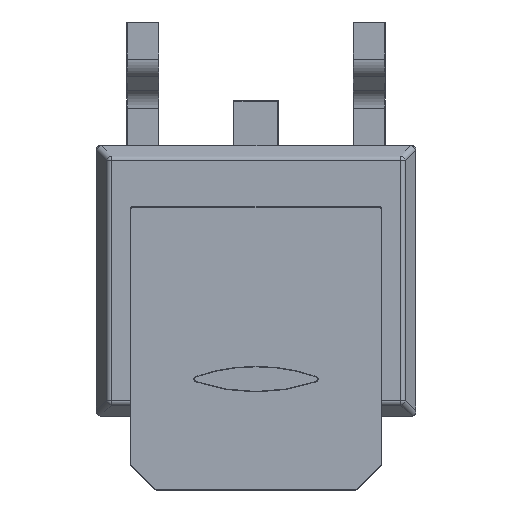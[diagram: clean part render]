
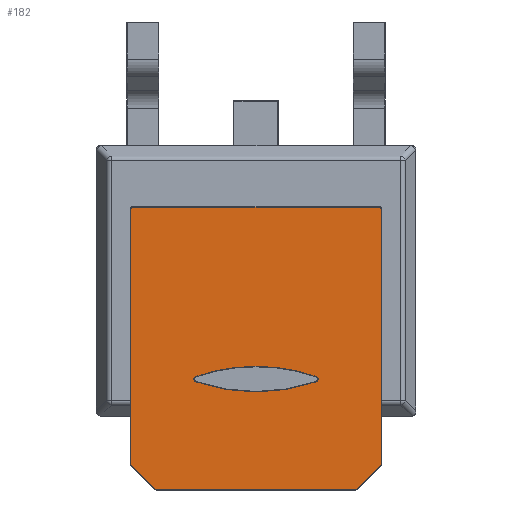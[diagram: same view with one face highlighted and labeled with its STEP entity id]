
A CAD part, front view. The second image highlights one B-rep face of the part: STEP entity #182.
In plain terms, the highlighted planar face has unit normal (0, -1, 0).
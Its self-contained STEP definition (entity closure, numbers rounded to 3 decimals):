
#19 = CARTESIAN_POINT ( 'NONE',  ( -1.219, 0., -2.057 ) ) ;
#44 = VECTOR ( 'NONE', #9988, 1000. ) ;
#182 = ADVANCED_FACE ( 'NONE', ( #6122, #2958 ), #8208, .F. ) ;
#222 = ORIENTED_EDGE ( 'NONE', *, *, #9654, .T. ) ;
#312 = CIRCLE ( 'NONE', #6514, 0.04 ) ;
#313 = CARTESIAN_POINT ( 'NONE',  ( 1.219, 0., -2.057 ) ) ;
#394 = DIRECTION ( 'NONE',  ( 0., 0., -1. ) ) ;
#417 = EDGE_CURVE ( 'NONE', #7410, #2927, #11096, .T. ) ;
#440 = CARTESIAN_POINT ( 'NONE',  ( 0., 0., 1.49 ) ) ;
#478 = DIRECTION ( 'NONE',  ( 0., -1., 0. ) ) ;
#565 = AXIS2_PLACEMENT_3D ( 'NONE', #1577, #10369, #5045 ) ;
#579 = CARTESIAN_POINT ( 'NONE',  ( -2.528, 0., -3.758 ) ) ;
#684 = EDGE_CURVE ( 'NONE', #2927, #8226, #9205, .T. ) ;
#790 = ORIENTED_EDGE ( 'NONE', *, *, #10234, .T. ) ;
#996 = DIRECTION ( 'NONE',  ( 0., 0., 1. ) ) ;
#1004 = LINE ( 'NONE', #440, #9158 ) ;
#1052 = VERTEX_POINT ( 'NONE', #6272 ) ;
#1210 = ORIENTED_EDGE ( 'NONE', *, *, #417, .T. ) ;
#1366 = ORIENTED_EDGE ( 'NONE', *, *, #4037, .T. ) ;
#1367 = CARTESIAN_POINT ( 'NONE',  ( 2.5, 0., -3.729 ) ) ;
#1376 = CARTESIAN_POINT ( 'NONE',  ( 2.029, 0., -4.2 ) ) ;
#1451 = DIRECTION ( 'NONE',  ( 0., -1., 0. ) ) ;
#1465 = VERTEX_POINT ( 'NONE', #6834 ) ;
#1577 = CARTESIAN_POINT ( 'NONE',  ( 0., 0., -5.5 ) ) ;
#1596 = VECTOR ( 'NONE', #2210, 1000. ) ;
#1885 = DIRECTION ( 'NONE',  ( 0., 0., 1. ) ) ;
#1980 = DIRECTION ( 'NONE',  ( 0.707, 0., -0.707 ) ) ;
#2067 = CARTESIAN_POINT ( 'NONE',  ( -2.54, 0., 0. ) ) ;
#2175 = DIRECTION ( 'NONE',  ( 0., 0., 1. ) ) ;
#2208 = VERTEX_POINT ( 'NONE', #4128 ) ;
#2210 = DIRECTION ( 'NONE',  ( 1., 0., 0. ) ) ;
#2358 = LINE ( 'NONE', #9035, #44 ) ;
#2387 = AXIS2_PLACEMENT_3D ( 'NONE', #3932, #6520, #9062 ) ;
#2390 = CIRCLE ( 'NONE', #565, 3.76 ) ;
#2402 = DIRECTION ( 'NONE',  ( 0., 0., 1. ) ) ;
#2705 = EDGE_CURVE ( 'NONE', #10924, #1052, #2358, .T. ) ;
#2722 = AXIS2_PLACEMENT_3D ( 'NONE', #6722, #7642, #2402 ) ;
#2741 = VERTEX_POINT ( 'NONE', #313 ) ;
#2755 = VERTEX_POINT ( 'NONE', #10093 ) ;
#2844 = CARTESIAN_POINT ( 'NONE',  ( 0., 0., -1.74 ) ) ;
#2851 = CARTESIAN_POINT ( 'NONE',  ( 1.219, 0., -1.943 ) ) ;
#2896 = LINE ( 'NONE', #8162, #8632 ) ;
#2903 = AXIS2_PLACEMENT_3D ( 'NONE', #1376, #8327, #2175 ) ;
#2927 = VERTEX_POINT ( 'NONE', #6768 ) ;
#2958 = FACE_BOUND ( 'NONE', #3031, .T. ) ;
#3005 = VERTEX_POINT ( 'NONE', #5318 ) ;
#3031 = EDGE_LOOP ( 'NONE', ( #7271, #6100, #222, #7503, #5772 ) ) ;
#3066 = CIRCLE ( 'NONE', #2903, 0.04 ) ;
#3144 = CARTESIAN_POINT ( 'NONE',  ( 2.54, 0., 1.45 ) ) ;
#3206 = CARTESIAN_POINT ( 'NONE',  ( 0., 0., 1.5 ) ) ;
#3334 = AXIS2_PLACEMENT_3D ( 'NONE', #9788, #4635, #8975 ) ;
#3357 = CARTESIAN_POINT ( 'NONE',  ( 2.058, 0., -4.228 ) ) ;
#3384 = EDGE_CURVE ( 'NONE', #10935, #4221, #9365, .T. ) ;
#3444 = EDGE_CURVE ( 'NONE', #4221, #10924, #3066, .T. ) ;
#3508 = EDGE_CURVE ( 'NONE', #3813, #6021, #2390, .T. ) ;
#3738 = AXIS2_PLACEMENT_3D ( 'NONE', #8018, #10547, #996 ) ;
#3813 = VERTEX_POINT ( 'NONE', #2844 ) ;
#3932 = CARTESIAN_POINT ( 'NONE',  ( 0., 0., 0. ) ) ;
#3944 = DIRECTION ( 'NONE',  ( 0., 0., 1. ) ) ;
#4037 = EDGE_CURVE ( 'NONE', #9138, #7410, #6560, .T. ) ;
#4097 = CARTESIAN_POINT ( 'NONE',  ( 2.029, 0., -4.24 ) ) ;
#4128 = CARTESIAN_POINT ( 'NONE',  ( -2.058, 0., -4.228 ) ) ;
#4221 = VERTEX_POINT ( 'NONE', #7493 ) ;
#4222 = EDGE_CURVE ( 'NONE', #1465, #9255, #6973, .T. ) ;
#4310 = AXIS2_PLACEMENT_3D ( 'NONE', #7314, #8092, #4748 ) ;
#4381 = VECTOR ( 'NONE', #3944, 1000. ) ;
#4475 = DIRECTION ( 'NONE',  ( 0., -1., 0. ) ) ;
#4635 = DIRECTION ( 'NONE',  ( 0., 1., 0. ) ) ;
#4666 = CARTESIAN_POINT ( 'NONE',  ( -2.5, 0., 1.49 ) ) ;
#4748 = DIRECTION ( 'NONE',  ( 0., 0., 1. ) ) ;
#4925 = DIRECTION ( 'NONE',  ( -1., 0., 0. ) ) ;
#4961 = CARTESIAN_POINT ( 'NONE',  ( -2.54, 0., 1.45 ) ) ;
#4967 = CARTESIAN_POINT ( 'NONE',  ( -2.5, 0., -3.729 ) ) ;
#4969 = CARTESIAN_POINT ( 'NONE',  ( -2.029, 0., -4.2 ) ) ;
#5045 = DIRECTION ( 'NONE',  ( 0., 0., 1. ) ) ;
#5318 = CARTESIAN_POINT ( 'NONE',  ( -1.219, 0., -1.943 ) ) ;
#5580 = ORIENTED_EDGE ( 'NONE', *, *, #8180, .T. ) ;
#5601 = ORIENTED_EDGE ( 'NONE', *, *, #4222, .T. ) ;
#5625 = CIRCLE ( 'NONE', #2722, 0.04 ) ;
#5772 = ORIENTED_EDGE ( 'NONE', *, *, #9543, .T. ) ;
#5804 = CIRCLE ( 'NONE', #4310, 3.76 ) ;
#5923 = EDGE_LOOP ( 'NONE', ( #5601, #8083, #790, #1366, #1210, #9444, #7438, #11004, #9364, #7783, #8215, #5580 ) ) ;
#6021 = VERTEX_POINT ( 'NONE', #2851 ) ;
#6100 = ORIENTED_EDGE ( 'NONE', *, *, #7883, .T. ) ;
#6122 = FACE_OUTER_BOUND ( 'NONE', #5923, .T. ) ;
#6272 = CARTESIAN_POINT ( 'NONE',  ( 2.528, 0., -3.758 ) ) ;
#6294 = EDGE_CURVE ( 'NONE', #9255, #2755, #5625, .T. ) ;
#6514 = AXIS2_PLACEMENT_3D ( 'NONE', #4969, #478, #11028 ) ;
#6520 = DIRECTION ( 'NONE',  ( 0., 1., 0. ) ) ;
#6560 = CIRCLE ( 'NONE', #10426, 0.04 ) ;
#6722 = CARTESIAN_POINT ( 'NONE',  ( 2.5, 0., 1.45 ) ) ;
#6768 = CARTESIAN_POINT ( 'NONE',  ( -2.54, 0., -3.729 ) ) ;
#6834 = CARTESIAN_POINT ( 'NONE',  ( 2.54, 0., -3.729 ) ) ;
#6973 = LINE ( 'NONE', #10063, #4381 ) ;
#7152 = CIRCLE ( 'NONE', #7486, 3.76 ) ;
#7271 = ORIENTED_EDGE ( 'NONE', *, *, #7477, .T. ) ;
#7314 = CARTESIAN_POINT ( 'NONE',  ( 0., 0., -5.5 ) ) ;
#7410 = VERTEX_POINT ( 'NONE', #4961 ) ;
#7438 = ORIENTED_EDGE ( 'NONE', *, *, #8641, .T. ) ;
#7477 = EDGE_CURVE ( 'NONE', #2741, #11014, #7152, .T. ) ;
#7486 = AXIS2_PLACEMENT_3D ( 'NONE', #3206, #9251, #10171 ) ;
#7493 = CARTESIAN_POINT ( 'NONE',  ( 2.029, 0., -4.24 ) ) ;
#7503 = ORIENTED_EDGE ( 'NONE', *, *, #3508, .T. ) ;
#7642 = DIRECTION ( 'NONE',  ( 0., -1., 0. ) ) ;
#7653 = CARTESIAN_POINT ( 'NONE',  ( -2.029, 0., -4.24 ) ) ;
#7681 = AXIS2_PLACEMENT_3D ( 'NONE', #4967, #10994, #9343 ) ;
#7783 = ORIENTED_EDGE ( 'NONE', *, *, #3444, .T. ) ;
#7883 = EDGE_CURVE ( 'NONE', #11014, #3005, #8246, .T. ) ;
#8018 = CARTESIAN_POINT ( 'NONE',  ( 1.2, 0., -2. ) ) ;
#8083 = ORIENTED_EDGE ( 'NONE', *, *, #6294, .T. ) ;
#8092 = DIRECTION ( 'NONE',  ( 0., 1., 0. ) ) ;
#8162 = CARTESIAN_POINT ( 'NONE',  ( -3.143, 0., -3.143 ) ) ;
#8180 = EDGE_CURVE ( 'NONE', #1052, #1465, #9867, .T. ) ;
#8208 = PLANE ( 'NONE',  #2387 ) ;
#8215 = ORIENTED_EDGE ( 'NONE', *, *, #2705, .T. ) ;
#8226 = VERTEX_POINT ( 'NONE', #579 ) ;
#8246 = CIRCLE ( 'NONE', #3334, 0.06 ) ;
#8327 = DIRECTION ( 'NONE',  ( 0., -1., 0. ) ) ;
#8356 = DIRECTION ( 'NONE',  ( 0., 0., 1. ) ) ;
#8632 = VECTOR ( 'NONE', #1980, 1000. ) ;
#8641 = EDGE_CURVE ( 'NONE', #8226, #2208, #2896, .T. ) ;
#8715 = CARTESIAN_POINT ( 'NONE',  ( -2.5, 0., 1.45 ) ) ;
#8816 = VECTOR ( 'NONE', #394, 1000. ) ;
#8975 = DIRECTION ( 'NONE',  ( 0., 0., 1. ) ) ;
#9035 = CARTESIAN_POINT ( 'NONE',  ( 3.143, 0., -3.143 ) ) ;
#9062 = DIRECTION ( 'NONE',  ( 0., 0., 1. ) ) ;
#9138 = VERTEX_POINT ( 'NONE', #4666 ) ;
#9158 = VECTOR ( 'NONE', #4925, 1000. ) ;
#9205 = CIRCLE ( 'NONE', #7681, 0.04 ) ;
#9251 = DIRECTION ( 'NONE',  ( 0., 1., 0. ) ) ;
#9255 = VERTEX_POINT ( 'NONE', #3144 ) ;
#9343 = DIRECTION ( 'NONE',  ( 0., 0., 1. ) ) ;
#9364 = ORIENTED_EDGE ( 'NONE', *, *, #3384, .T. ) ;
#9365 = LINE ( 'NONE', #4097, #1596 ) ;
#9444 = ORIENTED_EDGE ( 'NONE', *, *, #684, .T. ) ;
#9543 = EDGE_CURVE ( 'NONE', #6021, #2741, #11217, .T. ) ;
#9598 = AXIS2_PLACEMENT_3D ( 'NONE', #1367, #1451, #8356 ) ;
#9654 = EDGE_CURVE ( 'NONE', #3005, #3813, #5804, .T. ) ;
#9788 = CARTESIAN_POINT ( 'NONE',  ( -1.2, 0., -2. ) ) ;
#9867 = CIRCLE ( 'NONE', #9598, 0.04 ) ;
#9988 = DIRECTION ( 'NONE',  ( 0.707, 0., 0.707 ) ) ;
#10063 = CARTESIAN_POINT ( 'NONE',  ( 2.54, 0., 0. ) ) ;
#10093 = CARTESIAN_POINT ( 'NONE',  ( 2.5, 0., 1.49 ) ) ;
#10171 = DIRECTION ( 'NONE',  ( 0., 0., 1. ) ) ;
#10234 = EDGE_CURVE ( 'NONE', #2755, #9138, #1004, .T. ) ;
#10311 = EDGE_CURVE ( 'NONE', #2208, #10935, #312, .T. ) ;
#10369 = DIRECTION ( 'NONE',  ( 0., 1., 0. ) ) ;
#10426 = AXIS2_PLACEMENT_3D ( 'NONE', #8715, #4475, #1885 ) ;
#10547 = DIRECTION ( 'NONE',  ( 0., 1., 0. ) ) ;
#10924 = VERTEX_POINT ( 'NONE', #3357 ) ;
#10935 = VERTEX_POINT ( 'NONE', #7653 ) ;
#10994 = DIRECTION ( 'NONE',  ( 0., -1., 0. ) ) ;
#11004 = ORIENTED_EDGE ( 'NONE', *, *, #10311, .T. ) ;
#11014 = VERTEX_POINT ( 'NONE', #19 ) ;
#11028 = DIRECTION ( 'NONE',  ( 0., 0., 1. ) ) ;
#11096 = LINE ( 'NONE', #2067, #8816 ) ;
#11217 = CIRCLE ( 'NONE', #3738, 0.06 ) ;
